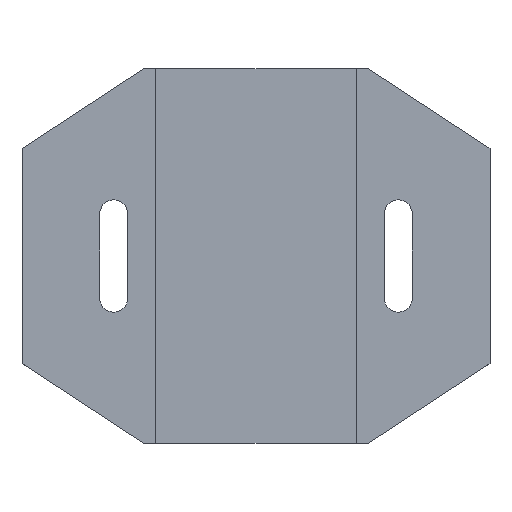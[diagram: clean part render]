
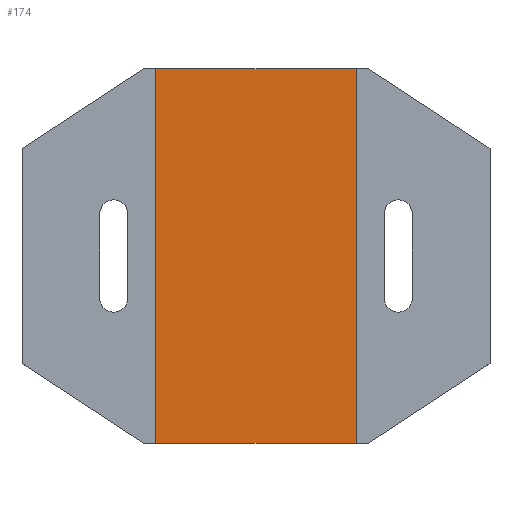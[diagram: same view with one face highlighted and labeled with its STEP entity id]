
A CAD part, top view. The second image highlights one B-rep face of the part: STEP entity #174.
In plain terms, the highlighted planar face has unit normal (0, 0, 1).
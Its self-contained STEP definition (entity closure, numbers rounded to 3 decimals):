
#156=AXIS2_PLACEMENT_3D('Plane Axis2P3D',#153,#154,#155) ;
#38=CARTESIAN_POINT('Line Origine',(7.15,10.,2.9)) ;
#42=CARTESIAN_POINT('Vertex',(7.15,20.,2.9)) ;
#44=CARTESIAN_POINT('Vertex',(7.15,0.,2.9)) ;
#131=CARTESIAN_POINT('Vertex',(17.85,20.,2.9)) ;
#134=CARTESIAN_POINT('Line Origine',(17.85,10.,2.9)) ;
#138=CARTESIAN_POINT('Vertex',(17.85,0.,2.9)) ;
#153=CARTESIAN_POINT('Axis2P3D Location',(7.15,10.,2.9)) ;
#158=CARTESIAN_POINT('Line Origine',(12.5,20.,2.9)) ;
#163=CARTESIAN_POINT('Line Origine',(12.5,0.,2.9)) ;
#39=DIRECTION('Vector Direction',(0.,-1.,0.)) ;
#135=DIRECTION('Vector Direction',(0.,-1.,0.)) ;
#154=DIRECTION('Axis2P3D Direction',(0.,0.,-1.)) ;
#155=DIRECTION('Axis2P3D XDirection',(1.,0.,0.)) ;
#159=DIRECTION('Vector Direction',(1.,0.,0.)) ;
#164=DIRECTION('Vector Direction',(1.,0.,0.)) ;
#40=VECTOR('Line Direction',#39,1.) ;
#136=VECTOR('Line Direction',#135,1.) ;
#160=VECTOR('Line Direction',#159,1.) ;
#165=VECTOR('Line Direction',#164,1.) ;
#169=ORIENTED_EDGE('',*,*,#140,.F.) ;
#170=ORIENTED_EDGE('',*,*,#162,.T.) ;
#171=ORIENTED_EDGE('',*,*,#46,.T.) ;
#172=ORIENTED_EDGE('',*,*,#167,.F.) ;
#174=ADVANCED_FACE('S3D GEDREHT',(#173),#157,.F.) ;
#46=EDGE_CURVE('',#43,#45,#41,.T.) ;
#140=EDGE_CURVE('',#132,#139,#137,.T.) ;
#162=EDGE_CURVE('',#132,#43,#161,.F.) ;
#167=EDGE_CURVE('',#139,#45,#166,.F.) ;
#168=EDGE_LOOP('',(#169,#170,#171,#172)) ;
#173=FACE_OUTER_BOUND('',#168,.T.) ;
#41=LINE('Line',#38,#40) ;
#137=LINE('Line',#134,#136) ;
#161=LINE('Line',#158,#160) ;
#166=LINE('Line',#163,#165) ;
#157=PLANE('',#156) ;
#43=VERTEX_POINT('',#42) ;
#45=VERTEX_POINT('',#44) ;
#132=VERTEX_POINT('',#131) ;
#139=VERTEX_POINT('',#138) ;
